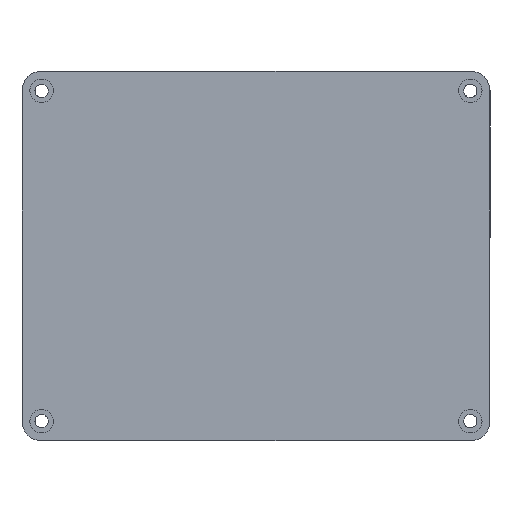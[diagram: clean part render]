
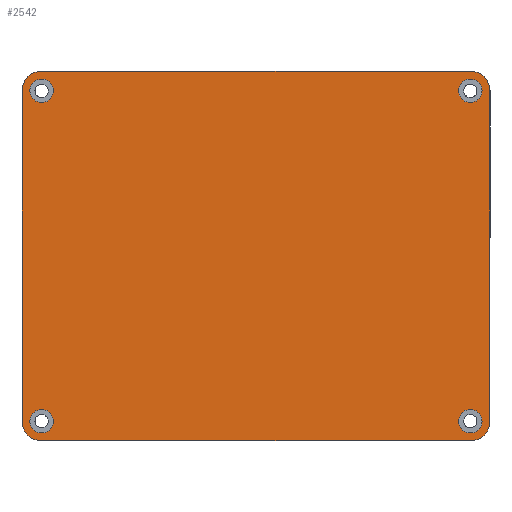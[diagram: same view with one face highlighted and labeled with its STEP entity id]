
A CAD part, front view. The second image highlights one B-rep face of the part: STEP entity #2542.
In plain terms, the highlighted planar face has unit normal (0, -1, 0).
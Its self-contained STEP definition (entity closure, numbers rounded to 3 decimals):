
#147=FACE_BOUND('',#447,.T.);
#148=FACE_BOUND('',#448,.T.);
#149=FACE_BOUND('',#449,.T.);
#150=FACE_BOUND('',#450,.T.);
#189=PLANE('',#2758);
#293=FACE_OUTER_BOUND('',#446,.T.);
#446=EDGE_LOOP('',(#1905,#1906,#1907,#1908,#1909,#1910,#1911,#1912));
#447=EDGE_LOOP('',(#1913));
#448=EDGE_LOOP('',(#1914));
#449=EDGE_LOOP('',(#1915));
#450=EDGE_LOOP('',(#1916));
#593=LINE('',#3558,#853);
#599=LINE('',#3573,#859);
#601=LINE('',#3579,#861);
#610=LINE('',#3596,#870);
#853=VECTOR('',#2969,10.);
#859=VECTOR('',#2985,10.);
#861=VECTOR('',#2993,10.);
#870=VECTOR('',#3010,10.);
#1108=CIRCLE('',#2723,5.);
#1116=CIRCLE('',#2734,5.);
#1117=CIRCLE('',#2736,5.);
#1118=CIRCLE('',#2739,5.);
#1119=CIRCLE('',#2749,3.);
#1120=CIRCLE('',#2751,3.);
#1121=CIRCLE('',#2753,3.);
#1122=CIRCLE('',#2755,3.);
#1157=VERTEX_POINT('',#3513);
#1158=VERTEX_POINT('',#3515);
#1177=VERTEX_POINT('',#3557);
#1178=VERTEX_POINT('',#3561);
#1179=VERTEX_POINT('',#3565);
#1180=VERTEX_POINT('',#3567);
#1181=VERTEX_POINT('',#3571);
#1182=VERTEX_POINT('',#3575);
#1191=VERTEX_POINT('',#3612);
#1192=VERTEX_POINT('',#3616);
#1193=VERTEX_POINT('',#3620);
#1194=VERTEX_POINT('',#3624);
#1409=EDGE_CURVE('',#1157,#1158,#1108,.T.);
#1430=EDGE_CURVE('',#1177,#1158,#593,.T.);
#1432=EDGE_CURVE('',#1177,#1178,#1116,.T.);
#1435=EDGE_CURVE('',#1179,#1180,#1117,.T.);
#1438=EDGE_CURVE('',#1179,#1181,#599,.T.);
#1440=EDGE_CURVE('',#1182,#1181,#1118,.T.);
#1441=EDGE_CURVE('',#1182,#1178,#601,.T.);
#1450=EDGE_CURVE('',#1157,#1180,#610,.T.);
#1459=EDGE_CURVE('',#1191,#1191,#1119,.T.);
#1461=EDGE_CURVE('',#1192,#1192,#1120,.T.);
#1463=EDGE_CURVE('',#1193,#1193,#1121,.T.);
#1465=EDGE_CURVE('',#1194,#1194,#1122,.T.);
#1905=ORIENTED_EDGE('',*,*,#1409,.F.);
#1906=ORIENTED_EDGE('',*,*,#1450,.T.);
#1907=ORIENTED_EDGE('',*,*,#1435,.F.);
#1908=ORIENTED_EDGE('',*,*,#1438,.T.);
#1909=ORIENTED_EDGE('',*,*,#1440,.F.);
#1910=ORIENTED_EDGE('',*,*,#1441,.T.);
#1911=ORIENTED_EDGE('',*,*,#1432,.F.);
#1912=ORIENTED_EDGE('',*,*,#1430,.T.);
#1913=ORIENTED_EDGE('',*,*,#1465,.F.);
#1914=ORIENTED_EDGE('',*,*,#1463,.F.);
#1915=ORIENTED_EDGE('',*,*,#1461,.F.);
#1916=ORIENTED_EDGE('',*,*,#1459,.F.);
#2542=ADVANCED_FACE('',(#293,#147,#148,#149,#150),#189,.F.);
#2723=AXIS2_PLACEMENT_3D('',#3516,#2936,#2937);
#2734=AXIS2_PLACEMENT_3D('',#3562,#2973,#2974);
#2736=AXIS2_PLACEMENT_3D('',#3568,#2979,#2980);
#2739=AXIS2_PLACEMENT_3D('',#3577,#2989,#2990);
#2749=AXIS2_PLACEMENT_3D('',#3614,#3027,#3028);
#2751=AXIS2_PLACEMENT_3D('',#3618,#3032,#3033);
#2753=AXIS2_PLACEMENT_3D('',#3622,#3037,#3038);
#2755=AXIS2_PLACEMENT_3D('',#3626,#3042,#3043);
#2758=AXIS2_PLACEMENT_3D('',#3630,#3049,#3050);
#2936=DIRECTION('center_axis',(0.,1.,0.));
#2937=DIRECTION('ref_axis',(0.707,0.,-0.707));
#2969=DIRECTION('',(1.,0.,0.));
#2973=DIRECTION('center_axis',(0.,1.,0.));
#2974=DIRECTION('ref_axis',(-0.707,0.,-0.707));
#2979=DIRECTION('center_axis',(0.,1.,0.));
#2980=DIRECTION('ref_axis',(0.707,0.,0.707));
#2985=DIRECTION('',(-1.,0.,0.));
#2989=DIRECTION('center_axis',(0.,1.,0.));
#2990=DIRECTION('ref_axis',(-0.707,0.,0.707));
#2993=DIRECTION('',(0.,0.,-1.));
#3010=DIRECTION('',(0.,0.,1.));
#3027=DIRECTION('center_axis',(0.,-1.,0.));
#3028=DIRECTION('ref_axis',(1.,0.,0.));
#3032=DIRECTION('center_axis',(0.,-1.,0.));
#3033=DIRECTION('ref_axis',(1.,0.,0.));
#3037=DIRECTION('center_axis',(0.,-1.,0.));
#3038=DIRECTION('ref_axis',(1.,0.,0.));
#3042=DIRECTION('center_axis',(0.,-1.,0.));
#3043=DIRECTION('ref_axis',(1.,0.,0.));
#3049=DIRECTION('center_axis',(0.,1.,0.));
#3050=DIRECTION('ref_axis',(1.,0.,0.));
#3513=CARTESIAN_POINT('',(5.149,0.,-53.374));
#3515=CARTESIAN_POINT('',(0.149,0.,-58.374));
#3516=CARTESIAN_POINT('Origin',(0.149,0.,-53.374));
#3557=CARTESIAN_POINT('',(-108.851,0.,-58.374));
#3558=CARTESIAN_POINT('',(-113.851,0.,-58.374));
#3561=CARTESIAN_POINT('',(-113.851,0.,-53.374));
#3562=CARTESIAN_POINT('Origin',(-108.851,0.,-53.374));
#3565=CARTESIAN_POINT('',(0.149,0.,35.626));
#3567=CARTESIAN_POINT('',(5.149,0.,30.626));
#3568=CARTESIAN_POINT('Origin',(0.149,0.,30.626));
#3571=CARTESIAN_POINT('',(-108.851,0.,35.626));
#3573=CARTESIAN_POINT('',(5.149,0.,35.626));
#3575=CARTESIAN_POINT('',(-113.851,0.,30.626));
#3577=CARTESIAN_POINT('Origin',(-108.851,0.,30.626));
#3579=CARTESIAN_POINT('',(-113.851,0.,35.626));
#3596=CARTESIAN_POINT('',(5.149,0.,-58.374));
#3612=CARTESIAN_POINT('',(-111.851,0.,-53.374));
#3614=CARTESIAN_POINT('Origin',(-108.851,0.,-53.374));
#3616=CARTESIAN_POINT('',(-2.851,0.,-53.374));
#3618=CARTESIAN_POINT('Origin',(0.149,0.,-53.374));
#3620=CARTESIAN_POINT('',(-111.851,0.,30.626));
#3622=CARTESIAN_POINT('Origin',(-108.851,0.,30.626));
#3624=CARTESIAN_POINT('',(-2.851,0.,30.626));
#3626=CARTESIAN_POINT('Origin',(0.149,0.,30.626));
#3630=CARTESIAN_POINT('Origin',(-54.351,0.,-11.374));
